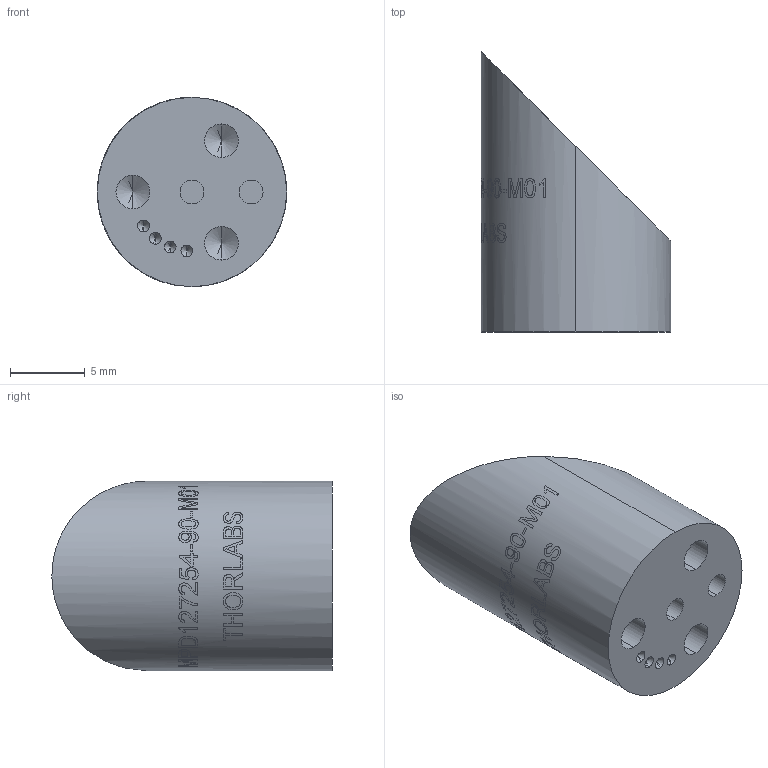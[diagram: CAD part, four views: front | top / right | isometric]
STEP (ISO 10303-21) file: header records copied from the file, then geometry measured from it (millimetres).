
FILE_DESCRIPTION (( 'STEP AP203' ), '1' );
FILE_NAME ('21172-E0W.STEP', '2014-09-08T18:18:24', ( 'admin' ), ( '' ), 'SwSTEP 2.0', 'SolidWorks 2014', '' );
FILE_SCHEMA (( 'CONFIG_CONTROL_DESIGN' ));
Length unit declared in the file: inch
Products named in the file (1): 21172-E0W
Bounding box: 12.7 x 18.8 x 12.7 mm (x, y, z)
Volume: 1489.9 mm3; surface area: 918.6 mm2
Topology: 1 solids, 1 shells, 66 faces, 354 edges, 320 vertices
Faces by surface type: cylinder 47, cone 14, plane 3, bspline 2
Entity records: 5995 total; most frequent: CARTESIAN_POINT 3217, ORIENTED_EDGE 680, DIRECTION 417, EDGE_CURVE 340, VERTEX_POINT 320, AXIS2_PLACEMENT_3D 169, B_SPLINE_CURVE_WITH_KNOTS 157, EDGE_LOOP 110
